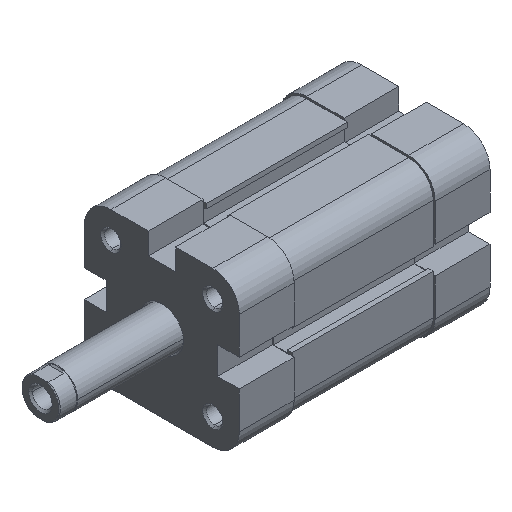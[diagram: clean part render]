
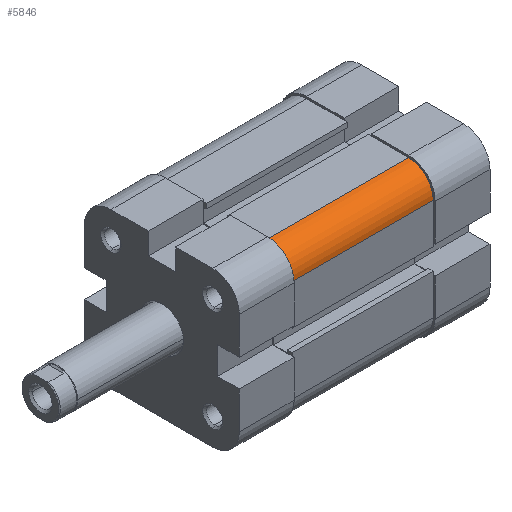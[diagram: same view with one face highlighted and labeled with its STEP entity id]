
A CAD part, isometric view. The second image highlights one B-rep face of the part: STEP entity #5846.
In plain terms, the highlighted cylindrical face has radius 6.25 mm (diameter 12.5 mm), a partial arc.
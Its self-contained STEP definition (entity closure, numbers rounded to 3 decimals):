
#76 = CARTESIAN_POINT ( 'NONE',  ( 32.25, 0., -36. ) ) ;
#229 = CARTESIAN_POINT ( 'NONE',  ( 32.25, 0., 0. ) ) ;
#296 = CARTESIAN_POINT ( 'NONE',  ( 38.5, 6.25, -36. ) ) ;
#409 = VERTEX_POINT ( 'NONE', #296 ) ;
#471 = VERTEX_POINT ( 'NONE', #229 ) ;
#651 = VERTEX_POINT ( 'NONE', #76 ) ;
#713 = VERTEX_POINT ( 'NONE', #6120 ) ;
#730 = CIRCLE ( 'NONE', #2878, 6.25 ) ;
#804 = FACE_OUTER_BOUND ( 'NONE', #2411, .T. ) ;
#806 = CYLINDRICAL_SURFACE ( 'NONE', #2910, 6.25 ) ;
#2341 = EDGE_CURVE ( 'NONE', #409, #713, #4098, .T. ) ;
#2411 = EDGE_LOOP ( 'NONE', ( #6327, #6326, #6325, #6324 ) ) ;
#2563 = EDGE_CURVE ( 'NONE', #651, #471, #4296, .T. ) ;
#2567 = EDGE_CURVE ( 'NONE', #471, #713, #4301, .T. ) ;
#2577 = EDGE_CURVE ( 'NONE', #651, #409, #730, .T. ) ;
#2877 = AXIS2_PLACEMENT_3D ( 'NONE', #5065, #5068, #5069 ) ;
#2878 = AXIS2_PLACEMENT_3D ( 'NONE', #5076, #5083, #5084 ) ;
#2910 = AXIS2_PLACEMENT_3D ( 'NONE', #5202, #5191, #5194 ) ;
#4098 = LINE ( 'NONE', #4710, #4120 ) ;
#4120 = VECTOR ( 'NONE', #4720, 1000. ) ;
#4292 = VECTOR ( 'NONE', #5063, 1000. ) ;
#4296 = LINE ( 'NONE', #5056, #4292 ) ;
#4301 = CIRCLE ( 'NONE', #2877, 6.25 ) ;
#4710 = CARTESIAN_POINT ( 'NONE',  ( 38.5, 6.25, -36. ) ) ;
#4720 = DIRECTION ( 'NONE',  ( 0., 0., 1. ) ) ;
#5056 = CARTESIAN_POINT ( 'NONE',  ( 32.25, 0., -36. ) ) ;
#5063 = DIRECTION ( 'NONE',  ( 0., 0., 1. ) ) ;
#5065 = CARTESIAN_POINT ( 'NONE',  ( 32.25, 6.25, 0. ) ) ;
#5068 = DIRECTION ( 'NONE',  ( 0., 0., 1. ) ) ;
#5069 = DIRECTION ( 'NONE',  ( 1., 0., 0. ) ) ;
#5076 = CARTESIAN_POINT ( 'NONE',  ( 32.25, 6.25, -36. ) ) ;
#5083 = DIRECTION ( 'NONE',  ( 0., 0., 1. ) ) ;
#5084 = DIRECTION ( 'NONE',  ( 1., 0., 0. ) ) ;
#5191 = DIRECTION ( 'NONE',  ( 0., 0., 1. ) ) ;
#5194 = DIRECTION ( 'NONE',  ( 1., 0., 0. ) ) ;
#5202 = CARTESIAN_POINT ( 'NONE',  ( 32.25, 6.25, -36. ) ) ;
#5846 = ADVANCED_FACE ( 'NONE', ( #804 ), #806, .T. ) ;
#6120 = CARTESIAN_POINT ( 'NONE',  ( 38.5, 6.25, 0. ) ) ;
#6324 = ORIENTED_EDGE ( 'NONE', *, *, #2341, .T. ) ;
#6325 = ORIENTED_EDGE ( 'NONE', *, *, #2577, .T. ) ;
#6326 = ORIENTED_EDGE ( 'NONE', *, *, #2563, .F. ) ;
#6327 = ORIENTED_EDGE ( 'NONE', *, *, #2567, .F. ) ;
